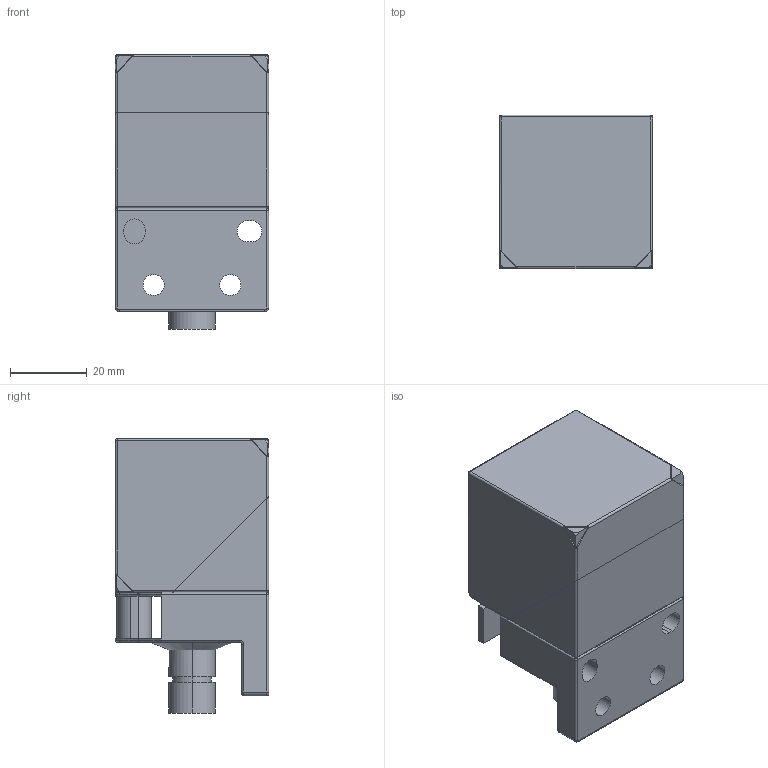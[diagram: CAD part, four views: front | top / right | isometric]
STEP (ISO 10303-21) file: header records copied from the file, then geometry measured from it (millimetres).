
FILE_DESCRIPTION((''),'2;1');
FILE_NAME('VARIKONTL_D003824A_ASM','2006-01-03T',('Pepperl+Fuchs'),('Industriehansa'),'PRO/ENGINEER BY PARAMETRIC TECHNOLOGY CORPORATION, 2005290','PRO/ENGINEER BY PARAMETRIC TECHNOLOGY CORPORATION, 2005290','');
FILE_SCHEMA(('AUTOMOTIVE_DESIGN_CC2 { 1 2 10303 214 -1 1 5 2 }'));
Length unit declared in the file: millimetre
Products named in the file (4): VARIKONTL_ZWISCHENSTUECK; VARIKONTL_MTSTUECK_2; VARIKONTL_SENSORKOPF_2; VARIKONTL_D003824A_ASM
Assembly tree (3 placements, depth 2):
  VARIKONTL_D003824A_ASM
    VARIKONTL_ZWISCHENSTUECK
    VARIKONTL_MTSTUECK_2
    VARIKONTL_SENSORKOPF_2
Bounding box: 40 x 40 x 71.5 mm (x, y, z)
Volume: 83708.4 mm3; surface area: 22581.8 mm2
Topology: 3 solids, 3 shells, 190 faces, 517 edges, 352 vertices
Faces by surface type: cylinder 85, plane 79, torus 16, sphere 6, cone 2, bspline 2
Entity records: 8080 total; most frequent: CARTESIAN_POINT 1145, DIRECTION 1083, ORIENTED_EDGE 916, PRESENTATION_STYLE_ASSIGNMENT 558, STYLED_ITEM 536, CURVE_STYLE 527, EDGE_CURVE 458, AXIS2_PLACEMENT_3D 386
